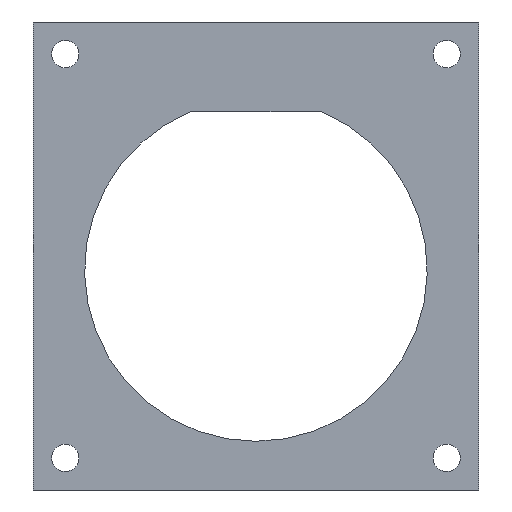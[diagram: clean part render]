
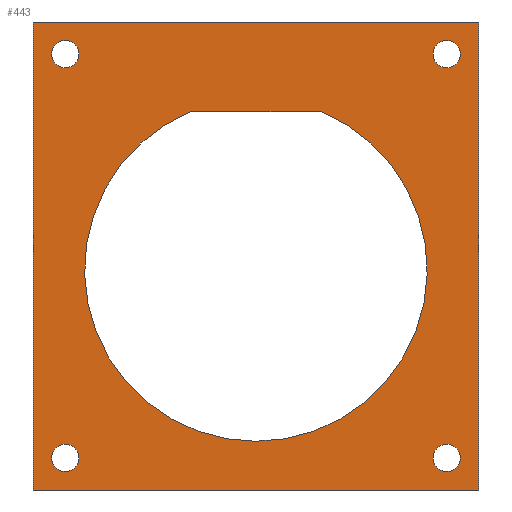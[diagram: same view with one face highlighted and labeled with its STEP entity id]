
A CAD part, front view. The second image highlights one B-rep face of the part: STEP entity #443.
In plain terms, the highlighted planar face has unit normal (0, -1, 0).
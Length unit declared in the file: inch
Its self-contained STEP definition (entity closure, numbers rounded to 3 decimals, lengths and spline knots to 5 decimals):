
#26=FACE_BOUND('',#190,.T.);
#27=FACE_BOUND('',#191,.T.);
#28=FACE_BOUND('',#192,.T.);
#29=FACE_BOUND('',#193,.T.);
#30=FACE_BOUND('',#194,.T.);
#34=LINE('',#630,#79);
#69=LINE('',#720,#114);
#72=LINE('',#725,#117);
#73=LINE('',#728,#118);
#75=LINE('',#731,#120);
#79=VECTOR('',#507,0.3937);
#114=VECTOR('',#592,0.3937);
#117=VECTOR('',#597,0.3937);
#118=VECTOR('',#600,0.3937);
#120=VECTOR('',#604,0.3937);
#137=PLANE('',#491);
#160=FACE_OUTER_BOUND('',#189,.T.);
#189=EDGE_LOOP('',(#410,#411,#412,#413));
#190=EDGE_LOOP('',(#414,#415));
#191=EDGE_LOOP('',(#416));
#192=EDGE_LOOP('',(#417));
#193=EDGE_LOOP('',(#418));
#194=EDGE_LOOP('',(#419));
#199=CIRCLE('',#465,0.72);
#201=CIRCLE('',#468,0.0575);
#203=CIRCLE('',#471,0.0575);
#205=CIRCLE('',#474,0.0575);
#207=CIRCLE('',#477,0.0575);
#212=VERTEX_POINT('',#627);
#213=VERTEX_POINT('',#629);
#223=VERTEX_POINT('',#654);
#225=VERTEX_POINT('',#660);
#227=VERTEX_POINT('',#666);
#229=VERTEX_POINT('',#672);
#242=VERTEX_POINT('',#717);
#243=VERTEX_POINT('',#719);
#244=VERTEX_POINT('',#723);
#245=VERTEX_POINT('',#727);
#253=EDGE_CURVE('',#213,#212,#34,.T.);
#263=EDGE_CURVE('',#212,#213,#199,.T.);
#266=EDGE_CURVE('',#223,#223,#201,.T.);
#269=EDGE_CURVE('',#225,#225,#203,.T.);
#272=EDGE_CURVE('',#227,#227,#205,.T.);
#275=EDGE_CURVE('',#229,#229,#207,.T.);
#297=EDGE_CURVE('',#243,#242,#69,.T.);
#300=EDGE_CURVE('',#242,#244,#72,.T.);
#301=EDGE_CURVE('',#245,#243,#73,.T.);
#303=EDGE_CURVE('',#244,#245,#75,.T.);
#410=ORIENTED_EDGE('',*,*,#300,.T.);
#411=ORIENTED_EDGE('',*,*,#303,.T.);
#412=ORIENTED_EDGE('',*,*,#301,.T.);
#413=ORIENTED_EDGE('',*,*,#297,.T.);
#414=ORIENTED_EDGE('',*,*,#263,.T.);
#415=ORIENTED_EDGE('',*,*,#253,.T.);
#416=ORIENTED_EDGE('',*,*,#266,.T.);
#417=ORIENTED_EDGE('',*,*,#269,.T.);
#418=ORIENTED_EDGE('',*,*,#272,.T.);
#419=ORIENTED_EDGE('',*,*,#275,.T.);
#443=ADVANCED_FACE('',(#160,#26,#27,#28,#29,#30),#137,.T.);
#465=AXIS2_PLACEMENT_3D('',#650,#521,#522);
#468=AXIS2_PLACEMENT_3D('',#656,#528,#529);
#471=AXIS2_PLACEMENT_3D('',#662,#535,#536);
#474=AXIS2_PLACEMENT_3D('',#668,#542,#543);
#477=AXIS2_PLACEMENT_3D('',#674,#549,#550);
#491=AXIS2_PLACEMENT_3D('',#732,#605,#606);
#507=DIRECTION('',(1.,0.,0.));
#521=DIRECTION('center_axis',(0.,1.,0.));
#522=DIRECTION('ref_axis',(1.,0.,0.));
#528=DIRECTION('center_axis',(0.,1.,0.));
#529=DIRECTION('ref_axis',(1.,0.,0.));
#535=DIRECTION('center_axis',(0.,1.,0.));
#536=DIRECTION('ref_axis',(1.,0.,0.));
#542=DIRECTION('center_axis',(0.,1.,0.));
#543=DIRECTION('ref_axis',(1.,0.,0.));
#549=DIRECTION('center_axis',(0.,1.,0.));
#550=DIRECTION('ref_axis',(1.,0.,0.));
#592=DIRECTION('',(0.,0.,-1.));
#597=DIRECTION('',(1.,0.,0.));
#600=DIRECTION('',(-1.,0.,0.));
#604=DIRECTION('',(0.,0.,1.));
#605=DIRECTION('center_axis',(0.,-1.,0.));
#606=DIRECTION('ref_axis',(0.,0.,-1.));
#627=CARTESIAN_POINT('',(0.275,-0.15,0.66541));
#629=CARTESIAN_POINT('',(-0.275,-0.15,0.66541));
#630=CARTESIAN_POINT('',(0.1377,-0.15,0.66541));
#650=CARTESIAN_POINT('Origin',(0.,-0.15,0.));
#654=CARTESIAN_POINT('',(-0.85891,-0.15,-0.78983));
#656=CARTESIAN_POINT('Origin',(-0.80141,-0.15,-0.78983));
#660=CARTESIAN_POINT('',(-0.85891,-0.15,0.90735));
#662=CARTESIAN_POINT('Origin',(-0.80141,-0.15,0.90735));
#666=CARTESIAN_POINT('',(0.74471,-0.15,-0.78983));
#668=CARTESIAN_POINT('Origin',(0.80221,-0.15,-0.78983));
#672=CARTESIAN_POINT('',(0.74471,-0.15,0.90735));
#674=CARTESIAN_POINT('Origin',(0.80221,-0.15,0.90735));
#717=CARTESIAN_POINT('',(-0.93641,-0.15,-0.92483));
#719=CARTESIAN_POINT('',(-0.93641,-0.15,1.04235));
#720=CARTESIAN_POINT('',(-0.93641,-0.15,1.04235));
#723=CARTESIAN_POINT('',(0.93721,-0.15,-0.92483));
#725=CARTESIAN_POINT('',(-0.93641,-0.15,-0.92483));
#727=CARTESIAN_POINT('',(0.93721,-0.15,1.04235));
#728=CARTESIAN_POINT('',(0.93721,-0.15,1.04235));
#731=CARTESIAN_POINT('',(0.93721,-0.15,-0.92483));
#732=CARTESIAN_POINT('Origin',(0.0004,-0.15,0.05876));
